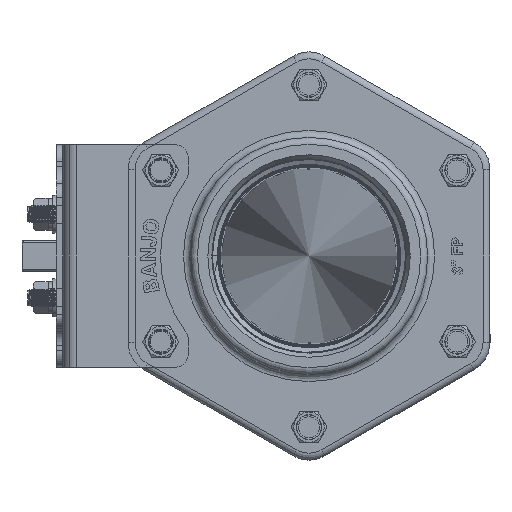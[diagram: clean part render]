
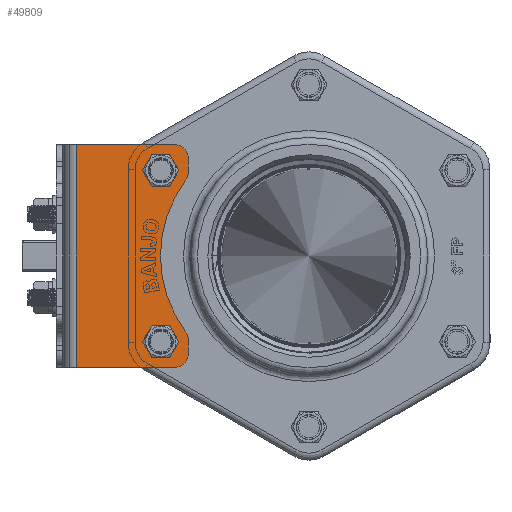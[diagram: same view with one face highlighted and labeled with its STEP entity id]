
A CAD part, left-side view. The second image highlights one B-rep face of the part: STEP entity #49809.
In plain terms, the highlighted face is planar.
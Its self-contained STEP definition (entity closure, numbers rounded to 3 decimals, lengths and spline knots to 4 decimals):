
#994=FACE_BOUND('',#10232,.T.);
#995=FACE_BOUND('',#10233,.T.);
#1706=CIRCLE('',#53000,0.25);
#1707=CIRCLE('',#53001,0.25);
#1708=CIRCLE('',#53002,2.25);
#1709=CIRCLE('',#53003,0.25);
#1710=CIRCLE('',#53004,0.25);
#1711=CIRCLE('',#53005,0.205);
#1712=CIRCLE('',#53006,0.205);
#7194=FACE_OUTER_BOUND('',#10231,.T.);
#10231=EDGE_LOOP('',(#44955,#44956,#44957,#44958,#44959,#44960,#44961,#44962,
#44963,#44964));
#10232=EDGE_LOOP('',(#44965));
#10233=EDGE_LOOP('',(#44966));
#14724=LINE('',#99668,#19239);
#14756=LINE('',#99770,#19271);
#14757=LINE('',#99774,#19272);
#14758=LINE('',#99782,#19273);
#14759=LINE('',#99785,#19274);
#19239=VECTOR('',#62529,0.3937);
#19271=VECTOR('',#62633,0.3937);
#19272=VECTOR('',#62636,0.3937);
#19273=VECTOR('',#62643,0.3937);
#19274=VECTOR('',#62646,0.3937);
#23937=VERTEX_POINT('',#99665);
#23938=VERTEX_POINT('',#99667);
#23972=VERTEX_POINT('',#99769);
#23973=VERTEX_POINT('',#99771);
#23974=VERTEX_POINT('',#99773);
#23975=VERTEX_POINT('',#99775);
#23976=VERTEX_POINT('',#99777);
#23977=VERTEX_POINT('',#99779);
#23978=VERTEX_POINT('',#99781);
#23979=VERTEX_POINT('',#99783);
#23980=VERTEX_POINT('',#99786);
#23981=VERTEX_POINT('',#99788);
#30935=EDGE_CURVE('',#23938,#23937,#14724,.T.);
#30986=EDGE_CURVE('',#23972,#23937,#14756,.T.);
#30987=EDGE_CURVE('',#23973,#23972,#1706,.T.);
#30988=EDGE_CURVE('',#23974,#23973,#14757,.T.);
#30989=EDGE_CURVE('',#23975,#23974,#1707,.T.);
#30990=EDGE_CURVE('',#23976,#23975,#1708,.T.);
#30991=EDGE_CURVE('',#23977,#23976,#1709,.T.);
#30992=EDGE_CURVE('',#23978,#23977,#14758,.T.);
#30993=EDGE_CURVE('',#23979,#23978,#1710,.T.);
#30994=EDGE_CURVE('',#23938,#23979,#14759,.T.);
#30995=EDGE_CURVE('',#23980,#23980,#1711,.T.);
#30996=EDGE_CURVE('',#23981,#23981,#1712,.T.);
#44955=ORIENTED_EDGE('',*,*,#30935,.T.);
#44956=ORIENTED_EDGE('',*,*,#30986,.F.);
#44957=ORIENTED_EDGE('',*,*,#30987,.F.);
#44958=ORIENTED_EDGE('',*,*,#30988,.F.);
#44959=ORIENTED_EDGE('',*,*,#30989,.F.);
#44960=ORIENTED_EDGE('',*,*,#30990,.F.);
#44961=ORIENTED_EDGE('',*,*,#30991,.F.);
#44962=ORIENTED_EDGE('',*,*,#30992,.F.);
#44963=ORIENTED_EDGE('',*,*,#30993,.F.);
#44964=ORIENTED_EDGE('',*,*,#30994,.F.);
#44965=ORIENTED_EDGE('',*,*,#30995,.T.);
#44966=ORIENTED_EDGE('',*,*,#30996,.T.);
#47255=PLANE('',#52999);
#49809=ADVANCED_FACE('',(#7194,#994,#995),#47255,.F.);
#52999=AXIS2_PLACEMENT_3D('',#99768,#62631,#62632);
#53000=AXIS2_PLACEMENT_3D('',#99772,#62634,#62635);
#53001=AXIS2_PLACEMENT_3D('',#99776,#62637,#62638);
#53002=AXIS2_PLACEMENT_3D('',#99778,#62639,#62640);
#53003=AXIS2_PLACEMENT_3D('',#99780,#62641,#62642);
#53004=AXIS2_PLACEMENT_3D('',#99784,#62644,#62645);
#53005=AXIS2_PLACEMENT_3D('',#99787,#62647,#62648);
#53006=AXIS2_PLACEMENT_3D('',#99789,#62649,#62650);
#62529=DIRECTION('',(1.,0.,0.));
#62631=DIRECTION('center_axis',(0.,0.,-1.));
#62632=DIRECTION('ref_axis',(0.,1.,0.));
#62633=DIRECTION('',(0.,-1.,0.));
#62634=DIRECTION('center_axis',(0.,0.,-1.));
#62635=DIRECTION('ref_axis',(0.,1.,0.));
#62636=DIRECTION('',(1.,0.,0.));
#62637=DIRECTION('center_axis',(0.,0.,-1.));
#62638=DIRECTION('ref_axis',(-0.6,0.8,0.));
#62639=DIRECTION('center_axis',(0.,0.,1.));
#62640=DIRECTION('ref_axis',(-0.6,0.8,0.));
#62641=DIRECTION('center_axis',(0.,0.,-1.));
#62642=DIRECTION('ref_axis',(0.,1.,0.));
#62643=DIRECTION('',(1.,0.,0.));
#62644=DIRECTION('center_axis',(0.,0.,-1.));
#62645=DIRECTION('ref_axis',(-1.,0.,0.));
#62646=DIRECTION('',(0.,1.,0.));
#62647=DIRECTION('center_axis',(0.,0.,-1.));
#62648=DIRECTION('ref_axis',(1.,0.,0.));
#62649=DIRECTION('center_axis',(0.,0.,-1.));
#62650=DIRECTION('ref_axis',(1.,0.,0.));
#99665=CARTESIAN_POINT('',(2.,0.24,0.6043));
#99667=CARTESIAN_POINT('',(-2.,0.24,0.6043));
#99668=CARTESIAN_POINT('',(-1.,0.24,0.6043));
#99768=CARTESIAN_POINT('Origin',(0.,0.6241,
0.6043));
#99769=CARTESIAN_POINT('',(2.,2.0043,0.6043));
#99770=CARTESIAN_POINT('',(2.,2.0043,0.6043));
#99771=CARTESIAN_POINT('',(1.75,2.2543,0.6043));
#99772=CARTESIAN_POINT('Origin',(1.75,2.0043,0.6043));
#99773=CARTESIAN_POINT('',(1.5,2.2543,0.6043));
#99774=CARTESIAN_POINT('',(1.5,2.2543,0.6043));
#99775=CARTESIAN_POINT('',(1.35,2.2043,0.6043));
#99776=CARTESIAN_POINT('Origin',(1.5,2.0043,0.6043));
#99777=CARTESIAN_POINT('',(-1.35,2.2043,0.6043));
#99778=CARTESIAN_POINT('Origin',(0.,4.0043,0.6043));
#99779=CARTESIAN_POINT('',(-1.5,2.2543,0.6043));
#99780=CARTESIAN_POINT('Origin',(-1.5,2.0043,0.6043));
#99781=CARTESIAN_POINT('',(-1.75,2.2543,0.6043));
#99782=CARTESIAN_POINT('',(-1.75,2.2543,0.6043));
#99783=CARTESIAN_POINT('',(-2.,2.0043,0.6043));
#99784=CARTESIAN_POINT('Origin',(-1.75,2.0043,0.6043));
#99785=CARTESIAN_POINT('',(-2.,-0.0957,0.6043));
#99786=CARTESIAN_POINT('',(1.3325,1.7593,0.6043));
#99787=CARTESIAN_POINT('Origin',(1.5375,1.7593,0.6043));
#99788=CARTESIAN_POINT('',(-1.7425,1.7593,0.6043));
#99789=CARTESIAN_POINT('Origin',(-1.5375,1.7593,0.6043));
